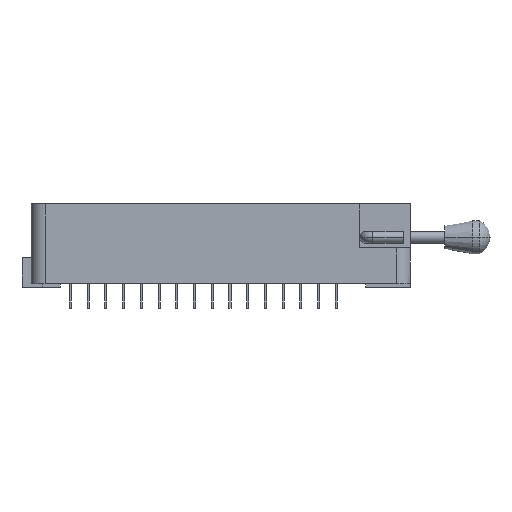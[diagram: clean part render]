
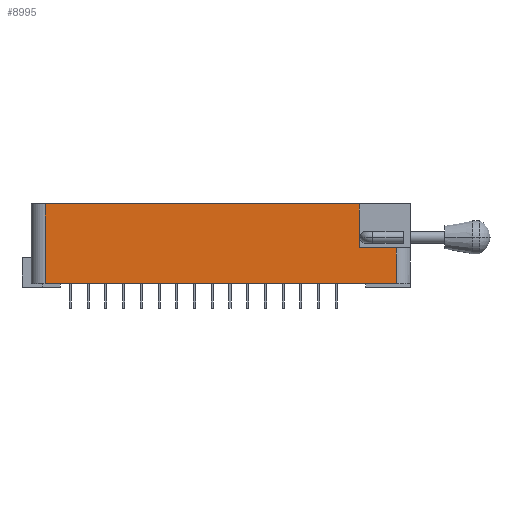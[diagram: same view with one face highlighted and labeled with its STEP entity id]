
A CAD part, left-side view. The second image highlights one B-rep face of the part: STEP entity #8995.
In plain terms, the highlighted planar face has unit normal (-1, 0, 0).
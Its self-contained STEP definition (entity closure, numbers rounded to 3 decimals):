
#449 = EDGE_LOOP ( 'NONE', ( #8415, #865, #6459, #615, #742, #3083 ) ) ;
#615 = ORIENTED_EDGE ( 'NONE', *, *, #10625, .T. ) ;
#742 = ORIENTED_EDGE ( 'NONE', *, *, #7393, .F. ) ;
#865 = ORIENTED_EDGE ( 'NONE', *, *, #6259, .T. ) ;
#1192 = CARTESIAN_POINT ( 'NONE',  ( -11.43, 22.68, 11.94 ) ) ;
#1377 = VECTOR ( 'NONE', #7573, 1000. ) ;
#1781 = CARTESIAN_POINT ( 'NONE',  ( -11.43, -22.35, 5.64 ) ) ;
#1804 = CARTESIAN_POINT ( 'NONE',  ( -11.43, 25.98, 0.51 ) ) ;
#1843 = CARTESIAN_POINT ( 'NONE',  ( -11.43, 25.98, 11.94 ) ) ;
#1924 = VECTOR ( 'NONE', #9267, 1000. ) ;
#1969 = LINE ( 'NONE', #1192, #1377 ) ;
#2181 = VECTOR ( 'NONE', #4724, 1000. ) ;
#2503 = AXIS2_PLACEMENT_3D ( 'NONE', #1843, #5484, #4592 ) ;
#2658 = CARTESIAN_POINT ( 'NONE',  ( -11.43, -27.65, 0.51 ) ) ;
#2728 = EDGE_CURVE ( 'NONE', #11820, #6140, #3880, .T. ) ;
#2735 = VERTEX_POINT ( 'NONE', #8470 ) ;
#3083 = ORIENTED_EDGE ( 'NONE', *, *, #7795, .T. ) ;
#3635 = VECTOR ( 'NONE', #5791, 1000. ) ;
#3726 = LINE ( 'NONE', #7541, #1924 ) ;
#3798 = VECTOR ( 'NONE', #8229, 1000. ) ;
#3880 = LINE ( 'NONE', #8527, #3635 ) ;
#4538 = LINE ( 'NONE', #8115, #2181 ) ;
#4592 = DIRECTION ( 'NONE',  ( 0., 0., -1. ) ) ;
#4724 = DIRECTION ( 'NONE',  ( 0., -1., 0. ) ) ;
#4800 = VECTOR ( 'NONE', #9751, 1000. ) ;
#5427 = LINE ( 'NONE', #1781, #3798 ) ;
#5484 = DIRECTION ( 'NONE',  ( 1., 0., 0. ) ) ;
#5694 = CARTESIAN_POINT ( 'NONE',  ( -11.43, 22.68, 11.94 ) ) ;
#5695 = CARTESIAN_POINT ( 'NONE',  ( -11.43, -22.35, 5.64 ) ) ;
#5791 = DIRECTION ( 'NONE',  ( 0., -1., 0. ) ) ;
#5941 = VERTEX_POINT ( 'NONE', #5695 ) ;
#6140 = VERTEX_POINT ( 'NONE', #7105 ) ;
#6259 = EDGE_CURVE ( 'NONE', #11820, #11567, #1969, .T. ) ;
#6336 = FACE_OUTER_BOUND ( 'NONE', #449, .T. ) ;
#6459 = ORIENTED_EDGE ( 'NONE', *, *, #10566, .T. ) ;
#7004 = LINE ( 'NONE', #1804, #4800 ) ;
#7105 = CARTESIAN_POINT ( 'NONE',  ( -11.43, -22.35, 11.94 ) ) ;
#7393 = EDGE_CURVE ( 'NONE', #5941, #2735, #4538, .T. ) ;
#7541 = CARTESIAN_POINT ( 'NONE',  ( -11.43, -27.65, 11.94 ) ) ;
#7573 = DIRECTION ( 'NONE',  ( 0., 0., -1. ) ) ;
#7795 = EDGE_CURVE ( 'NONE', #5941, #6140, #5427, .T. ) ;
#8115 = CARTESIAN_POINT ( 'NONE',  ( -11.43, -29.65, 5.64 ) ) ;
#8229 = DIRECTION ( 'NONE',  ( 0., 0., 1. ) ) ;
#8415 = ORIENTED_EDGE ( 'NONE', *, *, #2728, .F. ) ;
#8470 = CARTESIAN_POINT ( 'NONE',  ( -11.43, -27.65, 5.64 ) ) ;
#8527 = CARTESIAN_POINT ( 'NONE',  ( -11.43, 25.98, 11.94 ) ) ;
#8995 = ADVANCED_FACE ( 'NONE', ( #6336 ), #10025, .F. ) ;
#9267 = DIRECTION ( 'NONE',  ( 0., 0., 1. ) ) ;
#9751 = DIRECTION ( 'NONE',  ( 0., -1., 0. ) ) ;
#10025 = PLANE ( 'NONE',  #2503 ) ;
#10209 = VERTEX_POINT ( 'NONE', #2658 ) ;
#10566 = EDGE_CURVE ( 'NONE', #11567, #10209, #7004, .T. ) ;
#10625 = EDGE_CURVE ( 'NONE', #10209, #2735, #3726, .T. ) ;
#11550 = CARTESIAN_POINT ( 'NONE',  ( -11.43, 22.68, 0.51 ) ) ;
#11567 = VERTEX_POINT ( 'NONE', #11550 ) ;
#11820 = VERTEX_POINT ( 'NONE', #5694 ) ;
